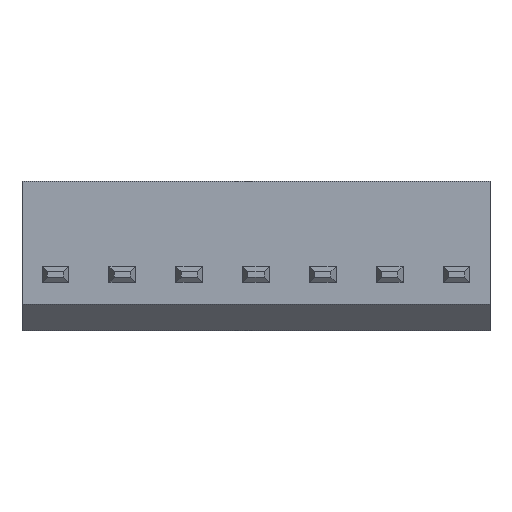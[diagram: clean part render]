
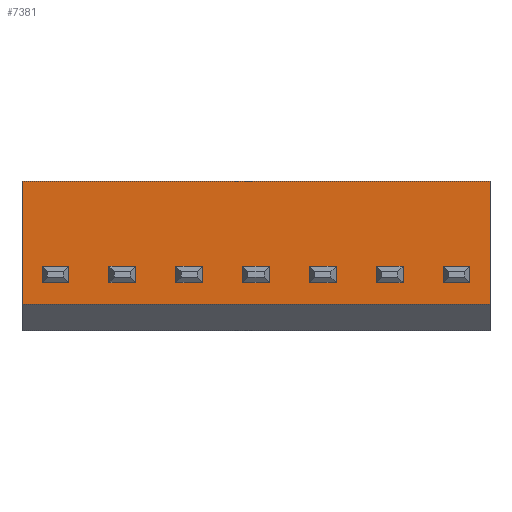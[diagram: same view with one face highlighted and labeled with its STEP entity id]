
A CAD part, top view. The second image highlights one B-rep face of the part: STEP entity #7381.
In plain terms, the highlighted planar face has unit normal (0, 0, 1).
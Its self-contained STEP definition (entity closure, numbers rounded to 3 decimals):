
#7381 = ADVANCED_FACE('',(#7382),#7396,.T.);
#7382 = FACE_BOUND('',#7383,.T.);
#7383 = EDGE_LOOP('',(#7384,#7419,#7447,#7475));
#7384 = ORIENTED_EDGE('',*,*,#7385,.T.);
#7385 = EDGE_CURVE('',#7386,#7388,#7390,.T.);
#7386 = VERTEX_POINT('',#7387);
#7387 = CARTESIAN_POINT('',(-1.25,-1.1,3.2));
#7388 = VERTEX_POINT('',#7389);
#7389 = CARTESIAN_POINT('',(16.25,-1.1,3.2));
#7390 = SURFACE_CURVE('',#7391,(#7395,#7407),.PCURVE_S1.);
#7391 = LINE('',#7392,#7393);
#7392 = CARTESIAN_POINT('',(-1.25,-1.1,3.2));
#7393 = VECTOR('',#7394,1.);
#7394 = DIRECTION('',(1.,0.,0.));
#7395 = PCURVE('',#7396,#7401);
#7396 = PLANE('',#7397);
#7397 = AXIS2_PLACEMENT_3D('',#7398,#7399,#7400);
#7398 = CARTESIAN_POINT('',(-1.25,-1.1,3.2));
#7399 = DIRECTION('',(0.,0.,1.));
#7400 = DIRECTION('',(0.,1.,0.));
#7401 = DEFINITIONAL_REPRESENTATION('',(#7402),#7406);
#7402 = LINE('',#7403,#7404);
#7403 = CARTESIAN_POINT('',(0.,0.));
#7404 = VECTOR('',#7405,1.);
#7405 = DIRECTION('',(0.,-1.));
#7406 = ( GEOMETRIC_REPRESENTATION_CONTEXT(2) 
PARAMETRIC_REPRESENTATION_CONTEXT() REPRESENTATION_CONTEXT('2D SPACE',''
  ) );
#7407 = PCURVE('',#7408,#7413);
#7408 = PLANE('',#7409);
#7409 = AXIS2_PLACEMENT_3D('',#7410,#7411,#7412);
#7410 = CARTESIAN_POINT('',(-1.25,-1.1,3.2));
#7411 = DIRECTION('',(0.,0.707,-0.707));
#7412 = DIRECTION('',(0.,-0.707,-0.707));
#7413 = DEFINITIONAL_REPRESENTATION('',(#7414),#7418);
#7414 = LINE('',#7415,#7416);
#7415 = CARTESIAN_POINT('',(0.,0.));
#7416 = VECTOR('',#7417,1.);
#7417 = DIRECTION('',(0.,-1.));
#7418 = ( GEOMETRIC_REPRESENTATION_CONTEXT(2) 
PARAMETRIC_REPRESENTATION_CONTEXT() REPRESENTATION_CONTEXT('2D SPACE',''
  ) );
#7419 = ORIENTED_EDGE('',*,*,#7420,.T.);
#7420 = EDGE_CURVE('',#7388,#7421,#7423,.T.);
#7421 = VERTEX_POINT('',#7422);
#7422 = CARTESIAN_POINT('',(16.25,3.5,3.2));
#7423 = SURFACE_CURVE('',#7424,(#7428,#7435),.PCURVE_S1.);
#7424 = LINE('',#7425,#7426);
#7425 = CARTESIAN_POINT('',(16.25,-1.1,3.2));
#7426 = VECTOR('',#7427,1.);
#7427 = DIRECTION('',(0.,1.,0.));
#7428 = PCURVE('',#7396,#7429);
#7429 = DEFINITIONAL_REPRESENTATION('',(#7430),#7434);
#7430 = LINE('',#7431,#7432);
#7431 = CARTESIAN_POINT('',(0.,-17.5));
#7432 = VECTOR('',#7433,1.);
#7433 = DIRECTION('',(1.,0.));
#7434 = ( GEOMETRIC_REPRESENTATION_CONTEXT(2) 
PARAMETRIC_REPRESENTATION_CONTEXT() REPRESENTATION_CONTEXT('2D SPACE',''
  ) );
#7435 = PCURVE('',#7436,#7441);
#7436 = PLANE('',#7437);
#7437 = AXIS2_PLACEMENT_3D('',#7438,#7439,#7440);
#7438 = CARTESIAN_POINT('',(16.25,0.951,1.622));
#7439 = DIRECTION('',(1.,0.,0.));
#7440 = DIRECTION('',(0.,0.,1.));
#7441 = DEFINITIONAL_REPRESENTATION('',(#7442),#7446);
#7442 = LINE('',#7443,#7444);
#7443 = CARTESIAN_POINT('',(1.578,2.051));
#7444 = VECTOR('',#7445,1.);
#7445 = DIRECTION('',(0.,-1.));
#7446 = ( GEOMETRIC_REPRESENTATION_CONTEXT(2) 
PARAMETRIC_REPRESENTATION_CONTEXT() REPRESENTATION_CONTEXT('2D SPACE',''
  ) );
#7447 = ORIENTED_EDGE('',*,*,#7448,.F.);
#7448 = EDGE_CURVE('',#7449,#7421,#7451,.T.);
#7449 = VERTEX_POINT('',#7450);
#7450 = CARTESIAN_POINT('',(-1.25,3.5,3.2));
#7451 = SURFACE_CURVE('',#7452,(#7456,#7463),.PCURVE_S1.);
#7452 = LINE('',#7453,#7454);
#7453 = CARTESIAN_POINT('',(-1.25,3.5,3.2));
#7454 = VECTOR('',#7455,1.);
#7455 = DIRECTION('',(1.,0.,0.));
#7456 = PCURVE('',#7396,#7457);
#7457 = DEFINITIONAL_REPRESENTATION('',(#7458),#7462);
#7458 = LINE('',#7459,#7460);
#7459 = CARTESIAN_POINT('',(4.6,0.));
#7460 = VECTOR('',#7461,1.);
#7461 = DIRECTION('',(0.,-1.));
#7462 = ( GEOMETRIC_REPRESENTATION_CONTEXT(2) 
PARAMETRIC_REPRESENTATION_CONTEXT() REPRESENTATION_CONTEXT('2D SPACE',''
  ) );
#7463 = PCURVE('',#7464,#7469);
#7464 = PLANE('',#7465);
#7465 = AXIS2_PLACEMENT_3D('',#7466,#7467,#7468);
#7466 = CARTESIAN_POINT('',(-1.25,3.5,3.2));
#7467 = DIRECTION('',(0.,1.,0.));
#7468 = DIRECTION('',(0.,0.,-1.));
#7469 = DEFINITIONAL_REPRESENTATION('',(#7470),#7474);
#7470 = LINE('',#7471,#7472);
#7471 = CARTESIAN_POINT('',(0.,0.));
#7472 = VECTOR('',#7473,1.);
#7473 = DIRECTION('',(0.,-1.));
#7474 = ( GEOMETRIC_REPRESENTATION_CONTEXT(2) 
PARAMETRIC_REPRESENTATION_CONTEXT() REPRESENTATION_CONTEXT('2D SPACE',''
  ) );
#7475 = ORIENTED_EDGE('',*,*,#7476,.F.);
#7476 = EDGE_CURVE('',#7386,#7449,#7477,.T.);
#7477 = SURFACE_CURVE('',#7478,(#7482,#7489),.PCURVE_S1.);
#7478 = LINE('',#7479,#7480);
#7479 = CARTESIAN_POINT('',(-1.25,-1.1,3.2));
#7480 = VECTOR('',#7481,1.);
#7481 = DIRECTION('',(0.,1.,0.));
#7482 = PCURVE('',#7396,#7483);
#7483 = DEFINITIONAL_REPRESENTATION('',(#7484),#7488);
#7484 = LINE('',#7485,#7486);
#7485 = CARTESIAN_POINT('',(0.,0.));
#7486 = VECTOR('',#7487,1.);
#7487 = DIRECTION('',(1.,0.));
#7488 = ( GEOMETRIC_REPRESENTATION_CONTEXT(2) 
PARAMETRIC_REPRESENTATION_CONTEXT() REPRESENTATION_CONTEXT('2D SPACE',''
  ) );
#7489 = PCURVE('',#7490,#7495);
#7490 = PLANE('',#7491);
#7491 = AXIS2_PLACEMENT_3D('',#7492,#7493,#7494);
#7492 = CARTESIAN_POINT('',(-1.25,0.951,1.622));
#7493 = DIRECTION('',(1.,0.,0.));
#7494 = DIRECTION('',(0.,0.,1.));
#7495 = DEFINITIONAL_REPRESENTATION('',(#7496),#7500);
#7496 = LINE('',#7497,#7498);
#7497 = CARTESIAN_POINT('',(1.578,2.051));
#7498 = VECTOR('',#7499,1.);
#7499 = DIRECTION('',(0.,-1.));
#7500 = ( GEOMETRIC_REPRESENTATION_CONTEXT(2) 
PARAMETRIC_REPRESENTATION_CONTEXT() REPRESENTATION_CONTEXT('2D SPACE',''
  ) );
